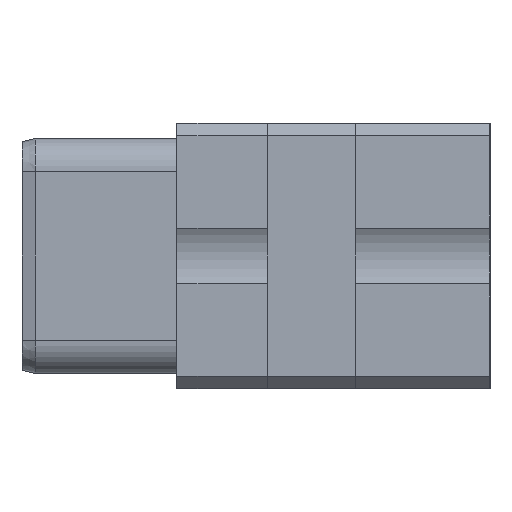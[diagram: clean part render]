
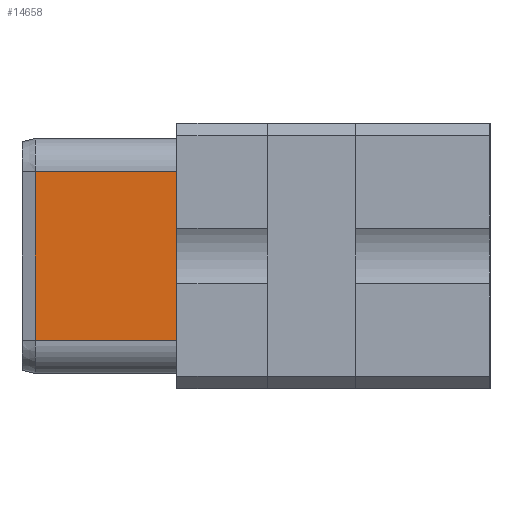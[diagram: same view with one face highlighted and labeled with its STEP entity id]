
A CAD part, left-side view. The second image highlights one B-rep face of the part: STEP entity #14658.
In plain terms, the highlighted planar face has unit normal (-1, 0, 0).
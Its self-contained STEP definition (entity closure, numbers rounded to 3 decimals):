
#242=DIRECTION('',(0.,0.,1.));
#243=VECTOR('',#242,9.61);
#244=CARTESIAN_POINT('',(-36.179,0.024,-4.805));
#245=LINE('',#244,#243);
#3605=DIRECTION('',(0.,0.,1.));
#3606=VECTOR('',#3605,9.61);
#3607=CARTESIAN_POINT('',(-36.179,8.113,-4.805));
#3608=LINE('',#3607,#3606);
#3618=DIRECTION('',(0.,1.,0.));
#3619=VECTOR('',#3618,8.089);
#3620=CARTESIAN_POINT('',(-36.179,0.024,4.805));
#3621=LINE('',#3620,#3619);
#3660=DIRECTION('',(0.,1.,0.));
#3661=VECTOR('',#3660,8.089);
#3662=CARTESIAN_POINT('',(-36.179,0.024,-4.805));
#3663=LINE('',#3662,#3661);
#8800=CARTESIAN_POINT('',(-36.179,0.024,-4.805));
#8802=VERTEX_POINT('',#8800);
#8805=CARTESIAN_POINT('',(-36.179,0.024,4.805));
#8807=VERTEX_POINT('',#8805);
#8832=CARTESIAN_POINT('',(-36.179,8.113,-4.805));
#8833=CARTESIAN_POINT('',(-36.179,8.113,4.805));
#8834=VERTEX_POINT('',#8832);
#8835=VERTEX_POINT('',#8833);
#14645=CARTESIAN_POINT('',(-36.179,0.,-6.705));
#14646=DIRECTION('',(-1.,0.,0.));
#14647=DIRECTION('',(0.,0.,1.));
#14648=AXIS2_PLACEMENT_3D('',#14645,#14646,#14647);
#14649=PLANE('',#14648);
#14650=ORIENTED_EDGE('',*,*,#14639,.T.);
#14652=ORIENTED_EDGE('',*,*,#14651,.F.);
#14653=ORIENTED_EDGE('',*,*,#11358,.F.);
#14655=ORIENTED_EDGE('',*,*,#14654,.T.);
#14656=EDGE_LOOP('',(#14650,#14652,#14653,#14655));
#14657=FACE_OUTER_BOUND('',#14656,.F.);
#14658=ADVANCED_FACE('',(#14657),#14649,.T.);
#11358=EDGE_CURVE('',#8802,#8807,#245,.T.);
#14639=EDGE_CURVE('',#8834,#8835,#3608,.T.);
#14651=EDGE_CURVE('',#8807,#8835,#3621,.T.);
#14654=EDGE_CURVE('',#8802,#8834,#3663,.T.);
